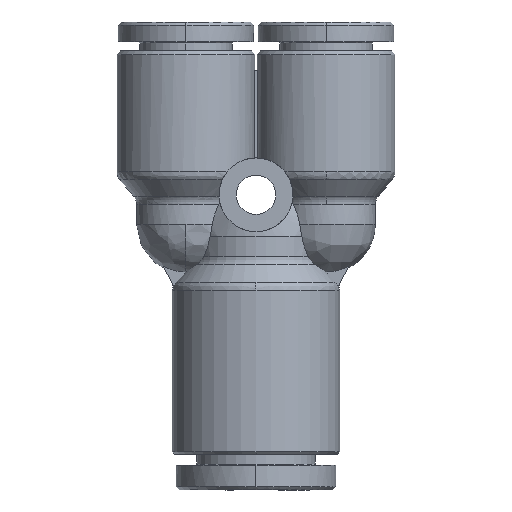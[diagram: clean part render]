
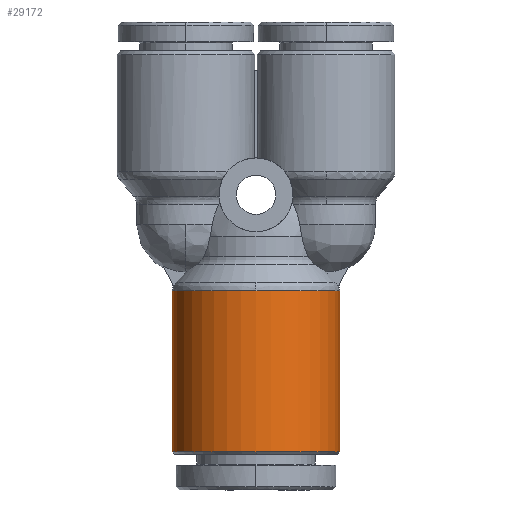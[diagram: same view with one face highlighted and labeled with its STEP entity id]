
A CAD part, front view. The second image highlights one B-rep face of the part: STEP entity #29172.
In plain terms, the highlighted cylindrical face has radius 6.8 mm (diameter 13.6 mm), a partial arc.
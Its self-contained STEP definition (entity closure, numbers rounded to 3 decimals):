
#674 = EDGE_LOOP ( 'NONE', ( #5650, #11743, #15840, #8166, #5494, #9808 ) ) ;
#772 = CARTESIAN_POINT ( 'NONE',  ( 4.782, 0., -1.316 ) ) ;
#3021 = CARTESIAN_POINT ( 'NONE',  ( 4.782, 0., 5.484 ) ) ;
#4165 = CIRCLE ( 'NONE', #20826, 6.8 ) ;
#4528 = CARTESIAN_POINT ( 'NONE',  ( 4.782, 0., 12.284 ) ) ;
#5494 = ORIENTED_EDGE ( 'NONE', *, *, #28364, .T. ) ;
#5650 = ORIENTED_EDGE ( 'NONE', *, *, #22441, .F. ) ;
#5758 = VERTEX_POINT ( 'NONE', #27398 ) ;
#6560 = CARTESIAN_POINT ( 'NONE',  ( -0.834, 0., -1.316 ) ) ;
#6715 = CARTESIAN_POINT ( 'NONE',  ( 12.282, -6.8, 5.484 ) ) ;
#7846 = DIRECTION ( 'NONE',  ( 0., 0., 1. ) ) ;
#8134 = CIRCLE ( 'NONE', #18119, 6.8 ) ;
#8166 = ORIENTED_EDGE ( 'NONE', *, *, #8782, .T. ) ;
#8782 = EDGE_CURVE ( 'NONE', #5758, #31411, #32523, .T. ) ;
#9808 = ORIENTED_EDGE ( 'NONE', *, *, #15988, .T. ) ;
#10157 = VECTOR ( 'NONE', #19648, 1000. ) ;
#10345 = CARTESIAN_POINT ( 'NONE',  ( 12.282, 0., 5.484 ) ) ;
#10578 = DIRECTION ( 'NONE',  ( -1., 0., 0. ) ) ;
#10990 = VERTEX_POINT ( 'NONE', #14077 ) ;
#11743 = ORIENTED_EDGE ( 'NONE', *, *, #19189, .T. ) ;
#12032 = CARTESIAN_POINT ( 'NONE',  ( -0.834, 0., 5.484 ) ) ;
#12631 = VERTEX_POINT ( 'NONE', #6715 ) ;
#12863 = DIRECTION ( 'NONE',  ( -1., 0., 0. ) ) ;
#14073 = CARTESIAN_POINT ( 'NONE',  ( -0.834, 0., 5.484 ) ) ;
#14077 = CARTESIAN_POINT ( 'NONE',  ( 12.282, 0., -1.316 ) ) ;
#14583 = DIRECTION ( 'NONE',  ( 0., 0., 1. ) ) ;
#15812 = AXIS2_PLACEMENT_3D ( 'NONE', #3021, #10578, #29245 ) ;
#15840 = ORIENTED_EDGE ( 'NONE', *, *, #16330, .T. ) ;
#15988 = EDGE_CURVE ( 'NONE', #25209, #16805, #8134, .T. ) ;
#16330 = EDGE_CURVE ( 'NONE', #12631, #5758, #4165, .T. ) ;
#16805 = VERTEX_POINT ( 'NONE', #6560 ) ;
#17052 = CARTESIAN_POINT ( 'NONE',  ( -0.834, -6.8, 5.484 ) ) ;
#17335 = CARTESIAN_POINT ( 'NONE',  ( -0.834, 0., 12.284 ) ) ;
#18119 = AXIS2_PLACEMENT_3D ( 'NONE', #12032, #29601, #14583 ) ;
#18595 = CIRCLE ( 'NONE', #30288, 6.8 ) ;
#19189 = EDGE_CURVE ( 'NONE', #10990, #12631, #18595, .T. ) ;
#19648 = DIRECTION ( 'NONE',  ( -1., 0., 0. ) ) ;
#20588 = FACE_OUTER_BOUND ( 'NONE', #674, .T. ) ;
#20712 = DIRECTION ( 'NONE',  ( -1., 0., 0. ) ) ;
#20826 = AXIS2_PLACEMENT_3D ( 'NONE', #10345, #12863, #7846 ) ;
#21579 = DIRECTION ( 'NONE',  ( 0., 0., 1. ) ) ;
#21777 = CIRCLE ( 'NONE', #29820, 6.8 ) ;
#22158 = CYLINDRICAL_SURFACE ( 'NONE', #15812, 6.8 ) ;
#22441 = EDGE_CURVE ( 'NONE', #10990, #16805, #24384, .T. ) ;
#24384 = LINE ( 'NONE', #772, #29530 ) ;
#24422 = DIRECTION ( 'NONE',  ( -1., 0., 0. ) ) ;
#25209 = VERTEX_POINT ( 'NONE', #17052 ) ;
#27398 = CARTESIAN_POINT ( 'NONE',  ( 12.282, 0., 12.284 ) ) ;
#28364 = EDGE_CURVE ( 'NONE', #31411, #25209, #21777, .T. ) ;
#29101 = DIRECTION ( 'NONE',  ( 1., 0., 0. ) ) ;
#29172 = ADVANCED_FACE ( 'NONE', ( #20588 ), #22158, .T. ) ;
#29245 = DIRECTION ( 'NONE',  ( 0., 0., 1. ) ) ;
#29530 = VECTOR ( 'NONE', #20712, 1000. ) ;
#29601 = DIRECTION ( 'NONE',  ( 1., 0., 0. ) ) ;
#29820 = AXIS2_PLACEMENT_3D ( 'NONE', #14073, #29101, #31692 ) ;
#30288 = AXIS2_PLACEMENT_3D ( 'NONE', #31569, #24422, #21579 ) ;
#31411 = VERTEX_POINT ( 'NONE', #17335 ) ;
#31569 = CARTESIAN_POINT ( 'NONE',  ( 12.282, 0., 5.484 ) ) ;
#31692 = DIRECTION ( 'NONE',  ( 0., 0., 1. ) ) ;
#32523 = LINE ( 'NONE', #4528, #10157 ) ;
